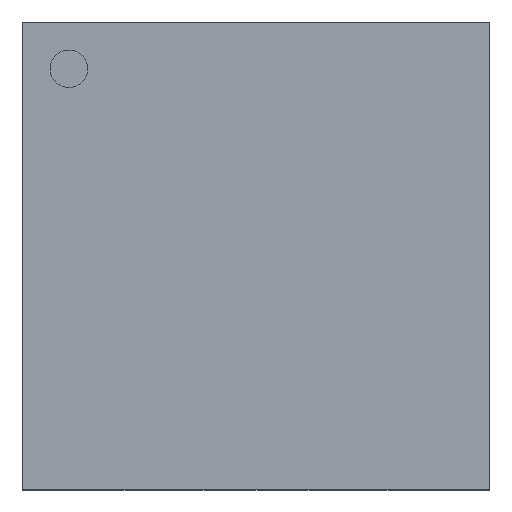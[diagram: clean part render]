
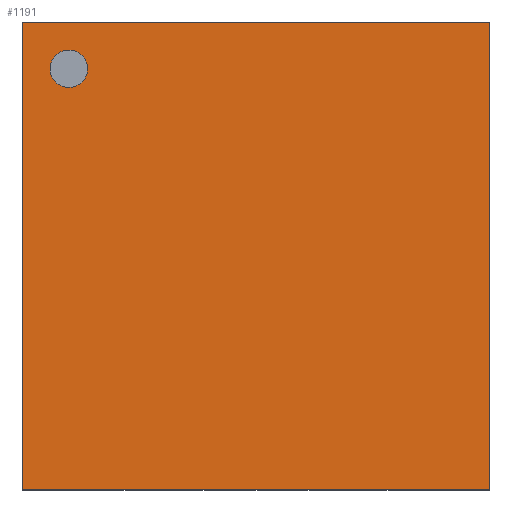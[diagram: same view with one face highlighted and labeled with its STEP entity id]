
A CAD part, top view. The second image highlights one B-rep face of the part: STEP entity #1191.
In plain terms, the highlighted planar face has unit normal (0, 0, 1).
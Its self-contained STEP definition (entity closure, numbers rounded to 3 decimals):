
#230=CARTESIAN_POINT('',(-1.8,2.0,0.9));
#231=VERTEX_POINT('',#230);
#240=CARTESIAN_POINT('',(-2.2,2.0,0.9));
#241=VERTEX_POINT('',#240);
#242=CARTESIAN_POINT('',(-2.0,2.0,0.9));
#243=DIRECTION('',(0.0,0.0,-1.0));
#244=DIRECTION('',(1.0,0.0,0.0));
#245=AXIS2_PLACEMENT_3D('',#242,#243,#244);
#246=CIRCLE('',#245,0.2);
#247=EDGE_CURVE('',#241,#231,#246,.T.);
#530=CARTESIAN_POINT('',(-2.5,2.5,0.9));
#531=VERTEX_POINT('',#530);
#538=CARTESIAN_POINT('',(2.5,2.5,0.9));
#539=VERTEX_POINT('',#538);
#540=CARTESIAN_POINT('',(-2.5,2.5,0.9));
#541=DIRECTION('',(1.0,0.0,0.0));
#542=VECTOR('',#541,5.0);
#543=LINE('',#540,#542);
#544=EDGE_CURVE('',#531,#539,#543,.T.);
#825=CARTESIAN_POINT('',(2.5,-2.5,0.9));
#826=VERTEX_POINT('',#825);
#827=CARTESIAN_POINT('',(2.5,2.5,0.9));
#828=DIRECTION('',(0.0,-1.0,0.0));
#829=VECTOR('',#828,5.0);
#830=LINE('',#827,#829);
#831=EDGE_CURVE('',#539,#826,#830,.T.);
#1096=CARTESIAN_POINT('',(-2.5,-2.5,0.9));
#1097=VERTEX_POINT('',#1096);
#1098=CARTESIAN_POINT('',(2.5,-2.5,0.9));
#1099=DIRECTION('',(-1.0,0.0,0.0));
#1100=VECTOR('',#1099,5.);
#1101=LINE('',#1098,#1100);
#1102=EDGE_CURVE('',#826,#1097,#1101,.T.);
#1151=CARTESIAN_POINT('',(-2.0,2.0,0.9));
#1152=DIRECTION('',(0.0,0.0,-1.0));
#1153=DIRECTION('',(1.0,0.0,0.0));
#1154=AXIS2_PLACEMENT_3D('',#1151,#1152,#1153);
#1155=CIRCLE('',#1154,0.2);
#1156=EDGE_CURVE('',#231,#241,#1155,.T.);
#1171=CARTESIAN_POINT('',(0.,0.,0.9));
#1172=DIRECTION('',(0.0,0.0,1.0));
#1173=DIRECTION('',(1.0,0.0,0.0));
#1174=AXIS2_PLACEMENT_3D('',#1171,#1172,#1173);
#1175=PLANE('',#1174);
#1176=CARTESIAN_POINT('',(-2.5,-2.5,0.9));
#1177=DIRECTION('',(0.0,1.0,0.0));
#1178=VECTOR('',#1177,5.0);
#1179=LINE('',#1176,#1178);
#1180=EDGE_CURVE('',#1097,#531,#1179,.T.);
#1181=ORIENTED_EDGE('',*,*,#1180,.F.);
#1182=ORIENTED_EDGE('',*,*,#1102,.F.);
#1183=ORIENTED_EDGE('',*,*,#831,.F.);
#1184=ORIENTED_EDGE('',*,*,#544,.F.);
#1185=EDGE_LOOP('',(#1181,#1182,#1183,#1184));
#1186=FACE_OUTER_BOUND('',#1185,.T.);
#1187=ORIENTED_EDGE('',*,*,#1156,.T.);
#1188=ORIENTED_EDGE('',*,*,#247,.T.);
#1189=EDGE_LOOP('',(#1187,#1188));
#1190=FACE_BOUND('',#1189,.T.);
#1191=ADVANCED_FACE('',(#1186,#1190),#1175,.T.);
